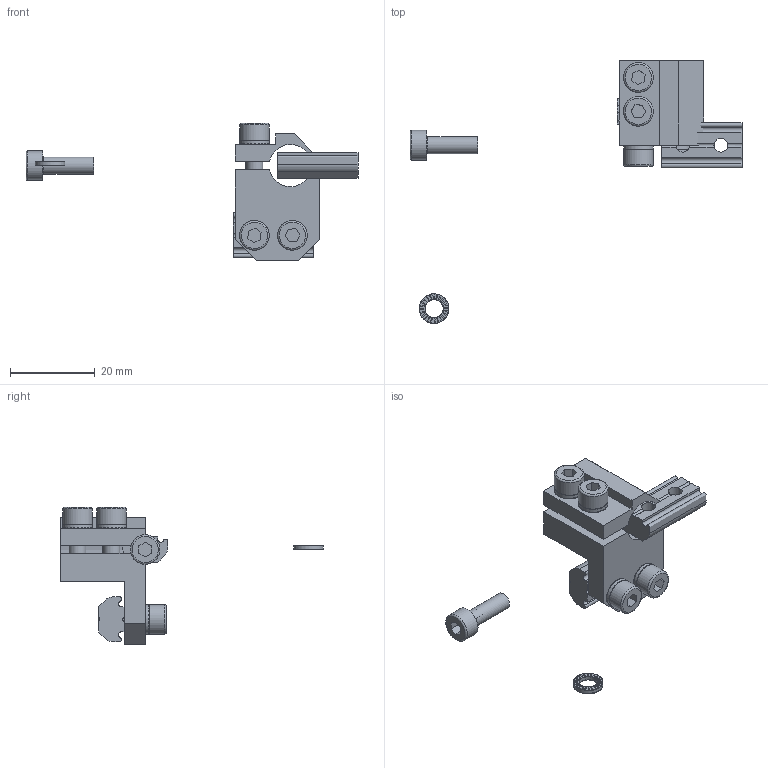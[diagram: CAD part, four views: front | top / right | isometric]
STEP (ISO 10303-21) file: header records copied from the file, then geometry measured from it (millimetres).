
FILE_DESCRIPTION( ( 'STEP AP214' ), '1' );
FILE_NAME( 'CA.KSW.10.L.stp', '2015-03-20T15:28:39', ( ' ' ), ( ' ' ), 'XStep 1.0', ' ', ' ' );
FILE_SCHEMA( ( 'CONFIG_CONTROL_DESIGN) ( )' ) );
Length unit declared in the file: metre
Products named in the file (5): Assem1; KSW.10.L; R.4.SCH; V-tcei M  4 x 12; CA.GWP.4.9
Bounding box: 78.5 x 62.14 x 32.5 mm (x, y, z)
Volume: 11637 mm3; surface area: 10853.9 mm2
Topology: 9 solids, 14 shells, 1145 faces, 3357 edges, 2227 vertices
Faces by surface type: plane 1068, cylinder 62, torus 10, cone 5
Full cylindrical faces by diameter (mm): 3.242 x8, 4 x5, 4.2 x8, 4.3 x5, 7 x10
Entity records: 8920 total; most frequent: CARTESIAN_POINT 1580, DIRECTION 1508, ORIENTED_EDGE 1478, EDGE_CURVE 739, AXIS2_PLACEMENT_3D 507, VERTEX_POINT 499, LINE 494, VECTOR 494
